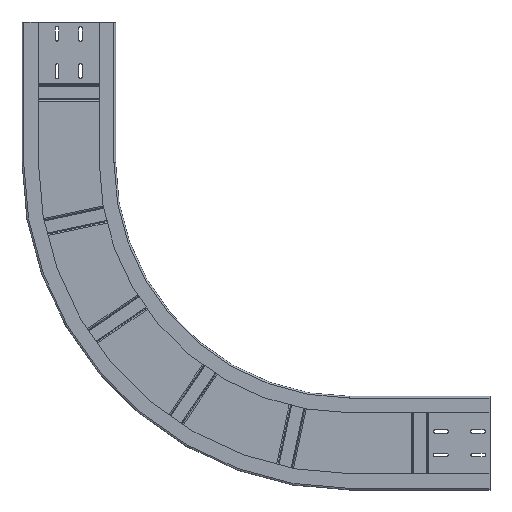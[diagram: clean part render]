
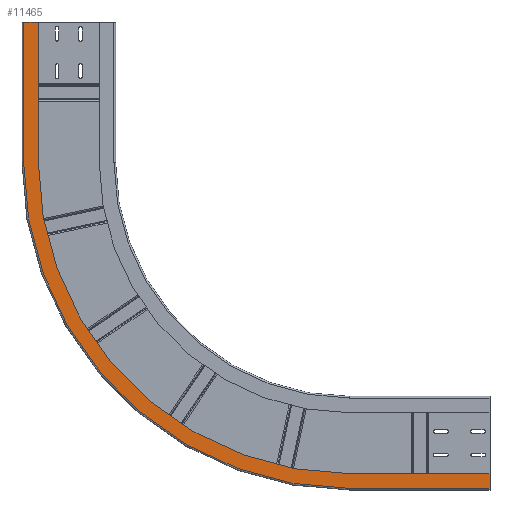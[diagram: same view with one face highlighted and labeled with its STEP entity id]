
A CAD part, front view. The second image highlights one B-rep face of the part: STEP entity #11465.
In plain terms, the highlighted planar face has unit normal (0, -1, 0).
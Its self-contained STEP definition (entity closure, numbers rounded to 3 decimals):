
#9216=DIRECTION('',(0.,0.,-1.));
#9217=VECTOR('',#9216,31.5);
#9218=CARTESIAN_POINT('',(1000.,0.,-965.));
#9219=LINE('',#9218,#9217);
#9362=CARTESIAN_POINT('',(700.,0.,-300.));
#9363=DIRECTION('',(0.,-1.,0.));
#9364=DIRECTION('',(-1.,0.,0.));
#9365=AXIS2_PLACEMENT_3D('',#9362,#9363,#9364);
#9367=DIRECTION('',(-1.,0.,0.));
#9368=VECTOR('',#9367,31.5);
#9369=CARTESIAN_POINT('',(35.,0.,0.));
#9370=LINE('',#9369,#9368);
#9371=CARTESIAN_POINT('',(700.,0.,-300.));
#9372=DIRECTION('',(0.,1.,0.));
#9373=DIRECTION('',(0.,0.,-1.));
#9374=AXIS2_PLACEMENT_3D('',#9371,#9372,#9373);
#9376=DIRECTION('',(-1.,0.,0.));
#9377=VECTOR('',#9376,300.);
#9378=CARTESIAN_POINT('',(1000.,0.,-965.));
#9379=LINE('',#9378,#9377);
#9395=DIRECTION('',(0.,0.,1.));
#9396=VECTOR('',#9395,300.);
#9397=CARTESIAN_POINT('',(3.5,0.,-300.));
#9398=LINE('',#9397,#9396);
#10257=DIRECTION('',(-1.,0.,0.));
#10258=VECTOR('',#10257,300.);
#10259=CARTESIAN_POINT('',(1000.,0.,-996.5));
#10260=LINE('',#10259,#10258);
#10642=DIRECTION('',(0.,0.,-1.));
#10643=VECTOR('',#10642,300.);
#10644=CARTESIAN_POINT('',(35.,0.,0.));
#10645=LINE('',#10644,#10643);
#10774=CARTESIAN_POINT('',(3.5,0.,-300.));
#10776=VERTEX_POINT('',#10774);
#10779=CARTESIAN_POINT('',(700.,0.,-996.5));
#10781=VERTEX_POINT('',#10779);
#11050=CARTESIAN_POINT('',(700.,0.,-965.));
#11052=VERTEX_POINT('',#11050);
#11054=CARTESIAN_POINT('',(1000.,0.,-965.));
#11055=VERTEX_POINT('',#11054);
#11079=CARTESIAN_POINT('',(35.,0.,-300.));
#11081=VERTEX_POINT('',#11079);
#11083=CARTESIAN_POINT('',(35.,0.,0.));
#11085=VERTEX_POINT('',#11083);
#11086=CARTESIAN_POINT('',(1000.,0.,-996.5));
#11087=VERTEX_POINT('',#11086);
#11088=CARTESIAN_POINT('',(3.5,0.,0.));
#11089=VERTEX_POINT('',#11088);
#11443=CARTESIAN_POINT('',(35.,0.,-300.));
#11444=DIRECTION('',(0.,-1.,0.));
#11445=DIRECTION('',(1.,0.,0.));
#11446=AXIS2_PLACEMENT_3D('',#11443,#11444,#11445);
#11447=PLANE('',#11446);
#11449=ORIENTED_EDGE('',*,*,#11448,.F.);
#11451=ORIENTED_EDGE('',*,*,#11450,.T.);
#11453=ORIENTED_EDGE('',*,*,#11452,.F.);
#11455=ORIENTED_EDGE('',*,*,#11454,.T.);
#11457=ORIENTED_EDGE('',*,*,#11456,.F.);
#11459=ORIENTED_EDGE('',*,*,#11458,.F.);
#11460=ORIENTED_EDGE('',*,*,#11377,.T.);
#11462=ORIENTED_EDGE('',*,*,#11461,.T.);
#11463=EDGE_LOOP('',(#11449,#11451,#11453,#11455,#11457,#11459,#11460,#11462));
#11464=FACE_OUTER_BOUND('',#11463,.F.);
#11465=ADVANCED_FACE('',(#11464),#11447,.T.);
#9366=CIRCLE('',#9365,696.5);
#9375=CIRCLE('',#9374,665.);
#11377=EDGE_CURVE('',#11055,#11087,#9219,.T.);
#11448=EDGE_CURVE('',#10776,#10781,#9366,.T.);
#11450=EDGE_CURVE('',#10776,#11089,#9398,.T.);
#11452=EDGE_CURVE('',#11085,#11089,#9370,.T.);
#11454=EDGE_CURVE('',#11085,#11081,#10645,.T.);
#11456=EDGE_CURVE('',#11052,#11081,#9375,.T.);
#11458=EDGE_CURVE('',#11055,#11052,#9379,.T.);
#11461=EDGE_CURVE('',#11087,#10781,#10260,.T.);
